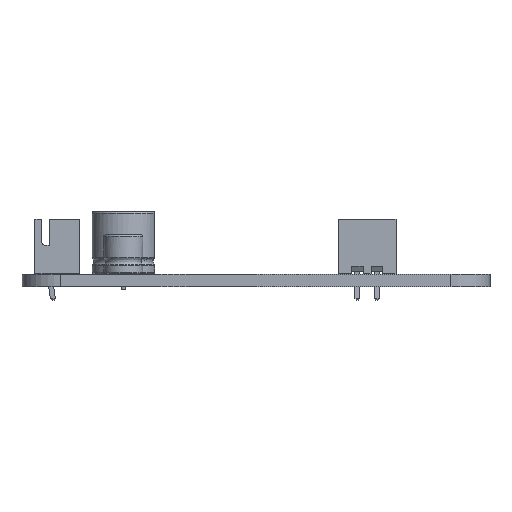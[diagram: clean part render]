
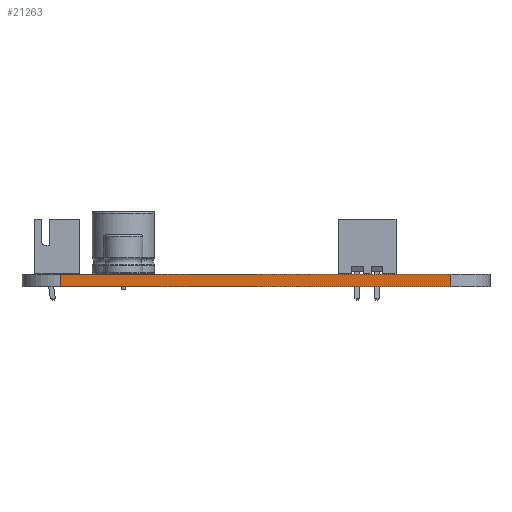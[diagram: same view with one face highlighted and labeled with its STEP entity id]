
A CAD part, left-side view. The second image highlights one B-rep face of the part: STEP entity #21263.
In plain terms, the highlighted planar face has unit normal (-1, 0, 0).
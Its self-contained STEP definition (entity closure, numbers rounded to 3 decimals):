
#16145 = PLANE('',#16146);
#16146 = AXIS2_PLACEMENT_3D('',#16147,#16148,#16149);
#16147 = CARTESIAN_POINT('',(135.,-100.,1.6));
#16148 = DIRECTION('',(0.,0.,1.));
#16149 = DIRECTION('',(1.,0.,-0.));
#16200 = PLANE('',#16201);
#16201 = AXIS2_PLACEMENT_3D('',#16202,#16203,#16204);
#16202 = CARTESIAN_POINT('',(135.,-100.,0.));
#16203 = DIRECTION('',(0.,0.,1.));
#16204 = DIRECTION('',(1.,0.,-0.));
#16309 = CYLINDRICAL_SURFACE('',#16310,5.);
#16310 = AXIS2_PLACEMENT_3D('',#16311,#16312,#16313);
#16311 = CARTESIAN_POINT('',(105.,-75.,0.));
#16312 = DIRECTION('',(-0.,-0.,-1.));
#16313 = DIRECTION('',(1.,0.,-0.));
#16370 = VERTEX_POINT('',#16371);
#16371 = CARTESIAN_POINT('',(100.,-75.,0.));
#16393 = EDGE_CURVE('',#16394,#16370,#16396,.T.);
#16394 = VERTEX_POINT('',#16395);
#16395 = CARTESIAN_POINT('',(100.,-125.,0.));
#16396 = SURFACE_CURVE('',#16397,(#16401,#16408),.PCURVE_S1.);
#16397 = LINE('',#16398,#16399);
#16398 = CARTESIAN_POINT('',(100.,-125.,0.));
#16399 = VECTOR('',#16400,1.);
#16400 = DIRECTION('',(0.,1.,0.));
#16401 = PCURVE('',#16200,#16402);
#16402 = DEFINITIONAL_REPRESENTATION('',(#16403),#16407);
#16403 = LINE('',#16404,#16405);
#16404 = CARTESIAN_POINT('',(-35.,-25.));
#16405 = VECTOR('',#16406,1.);
#16406 = DIRECTION('',(0.,1.));
#16407 = ( GEOMETRIC_REPRESENTATION_CONTEXT(2) 
PARAMETRIC_REPRESENTATION_CONTEXT() REPRESENTATION_CONTEXT('2D SPACE',''
  ) );
#16408 = PCURVE('',#16409,#16414);
#16409 = PLANE('',#16410);
#16410 = AXIS2_PLACEMENT_3D('',#16411,#16412,#16413);
#16411 = CARTESIAN_POINT('',(100.,-125.,0.));
#16412 = DIRECTION('',(-1.,0.,0.));
#16413 = DIRECTION('',(0.,1.,0.));
#16414 = DEFINITIONAL_REPRESENTATION('',(#16415),#16419);
#16415 = LINE('',#16416,#16417);
#16416 = CARTESIAN_POINT('',(0.,0.));
#16417 = VECTOR('',#16418,1.);
#16418 = DIRECTION('',(1.,0.));
#16419 = ( GEOMETRIC_REPRESENTATION_CONTEXT(2) 
PARAMETRIC_REPRESENTATION_CONTEXT() REPRESENTATION_CONTEXT('2D SPACE',''
  ) );
#16438 = CYLINDRICAL_SURFACE('',#16439,5.);
#16439 = AXIS2_PLACEMENT_3D('',#16440,#16441,#16442);
#16440 = CARTESIAN_POINT('',(105.,-125.,0.));
#16441 = DIRECTION('',(-0.,-0.,-1.));
#16442 = DIRECTION('',(1.,0.,-0.));
#18987 = VERTEX_POINT('',#18988);
#18988 = CARTESIAN_POINT('',(100.,-75.,1.6));
#19010 = EDGE_CURVE('',#19011,#18987,#19013,.T.);
#19011 = VERTEX_POINT('',#19012);
#19012 = CARTESIAN_POINT('',(100.,-125.,1.6));
#19013 = SURFACE_CURVE('',#19014,(#19018,#19025),.PCURVE_S1.);
#19014 = LINE('',#19015,#19016);
#19015 = CARTESIAN_POINT('',(100.,-125.,1.6));
#19016 = VECTOR('',#19017,1.);
#19017 = DIRECTION('',(0.,1.,0.));
#19018 = PCURVE('',#16145,#19019);
#19019 = DEFINITIONAL_REPRESENTATION('',(#19020),#19024);
#19020 = LINE('',#19021,#19022);
#19021 = CARTESIAN_POINT('',(-35.,-25.));
#19022 = VECTOR('',#19023,1.);
#19023 = DIRECTION('',(0.,1.));
#19024 = ( GEOMETRIC_REPRESENTATION_CONTEXT(2) 
PARAMETRIC_REPRESENTATION_CONTEXT() REPRESENTATION_CONTEXT('2D SPACE',''
  ) );
#19025 = PCURVE('',#16409,#19026);
#19026 = DEFINITIONAL_REPRESENTATION('',(#19027),#19031);
#19027 = LINE('',#19028,#19029);
#19028 = CARTESIAN_POINT('',(0.,-1.6));
#19029 = VECTOR('',#19030,1.);
#19030 = DIRECTION('',(1.,0.));
#19031 = ( GEOMETRIC_REPRESENTATION_CONTEXT(2) 
PARAMETRIC_REPRESENTATION_CONTEXT() REPRESENTATION_CONTEXT('2D SPACE',''
  ) );
#21215 = EDGE_CURVE('',#16370,#18987,#21216,.T.);
#21216 = SURFACE_CURVE('',#21217,(#21221,#21228),.PCURVE_S1.);
#21217 = LINE('',#21218,#21219);
#21218 = CARTESIAN_POINT('',(100.,-75.,0.));
#21219 = VECTOR('',#21220,1.);
#21220 = DIRECTION('',(0.,0.,1.));
#21221 = PCURVE('',#16309,#21222);
#21222 = DEFINITIONAL_REPRESENTATION('',(#21223),#21227);
#21223 = LINE('',#21224,#21225);
#21224 = CARTESIAN_POINT('',(-3.142,0.));
#21225 = VECTOR('',#21226,1.);
#21226 = DIRECTION('',(-0.,-1.));
#21227 = ( GEOMETRIC_REPRESENTATION_CONTEXT(2) 
PARAMETRIC_REPRESENTATION_CONTEXT() REPRESENTATION_CONTEXT('2D SPACE',''
  ) );
#21228 = PCURVE('',#16409,#21229);
#21229 = DEFINITIONAL_REPRESENTATION('',(#21230),#21234);
#21230 = LINE('',#21231,#21232);
#21231 = CARTESIAN_POINT('',(50.,0.));
#21232 = VECTOR('',#21233,1.);
#21233 = DIRECTION('',(0.,-1.));
#21234 = ( GEOMETRIC_REPRESENTATION_CONTEXT(2) 
PARAMETRIC_REPRESENTATION_CONTEXT() REPRESENTATION_CONTEXT('2D SPACE',''
  ) );
#21263 = ADVANCED_FACE('',(#21264),#16409,.T.);
#21264 = FACE_BOUND('',#21265,.T.);
#21265 = EDGE_LOOP('',(#21266,#21287,#21288,#21289));
#21266 = ORIENTED_EDGE('',*,*,#21267,.T.);
#21267 = EDGE_CURVE('',#16394,#19011,#21268,.T.);
#21268 = SURFACE_CURVE('',#21269,(#21273,#21280),.PCURVE_S1.);
#21269 = LINE('',#21270,#21271);
#21270 = CARTESIAN_POINT('',(100.,-125.,0.));
#21271 = VECTOR('',#21272,1.);
#21272 = DIRECTION('',(0.,0.,1.));
#21273 = PCURVE('',#16409,#21274);
#21274 = DEFINITIONAL_REPRESENTATION('',(#21275),#21279);
#21275 = LINE('',#21276,#21277);
#21276 = CARTESIAN_POINT('',(0.,0.));
#21277 = VECTOR('',#21278,1.);
#21278 = DIRECTION('',(0.,-1.));
#21279 = ( GEOMETRIC_REPRESENTATION_CONTEXT(2) 
PARAMETRIC_REPRESENTATION_CONTEXT() REPRESENTATION_CONTEXT('2D SPACE',''
  ) );
#21280 = PCURVE('',#16438,#21281);
#21281 = DEFINITIONAL_REPRESENTATION('',(#21282),#21286);
#21282 = LINE('',#21283,#21284);
#21283 = CARTESIAN_POINT('',(-3.142,0.));
#21284 = VECTOR('',#21285,1.);
#21285 = DIRECTION('',(-0.,-1.));
#21286 = ( GEOMETRIC_REPRESENTATION_CONTEXT(2) 
PARAMETRIC_REPRESENTATION_CONTEXT() REPRESENTATION_CONTEXT('2D SPACE',''
  ) );
#21287 = ORIENTED_EDGE('',*,*,#19010,.T.);
#21288 = ORIENTED_EDGE('',*,*,#21215,.F.);
#21289 = ORIENTED_EDGE('',*,*,#16393,.F.);
